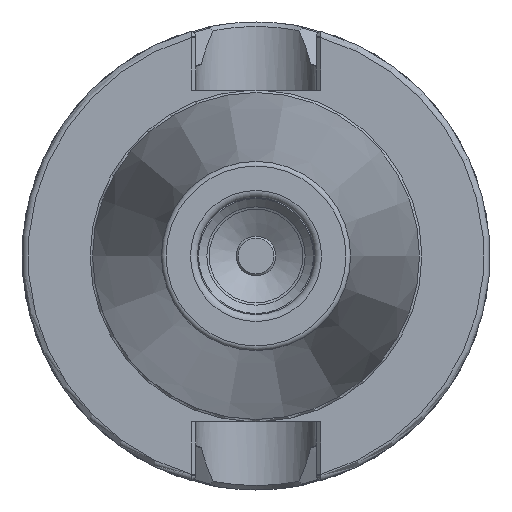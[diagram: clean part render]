
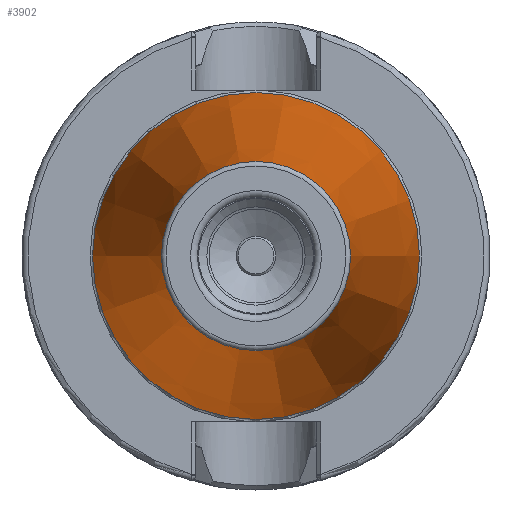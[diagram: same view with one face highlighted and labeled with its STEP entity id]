
A CAD part, left-side view. The second image highlights one B-rep face of the part: STEP entity #3902.
In plain terms, the highlighted conical face has half-angle 8.297 degrees and reference radius 27.564 mm.
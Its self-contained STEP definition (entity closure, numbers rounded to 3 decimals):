
#523=FACE_OUTER_BOUND('',#780,.T.);
#780=EDGE_LOOP('',(#3136,#3137,#3138,#3139,#3140));
#1025=LINE('',#7333,#1309);
#1309=VECTOR('',#5018,27.564);
#1583=CIRCLE('',#4345,20.204);
#1584=CIRCLE('',#4346,20.204);
#1586=CIRCLE('',#4349,34.925);
#1831=VERTEX_POINT('',#7325);
#1832=VERTEX_POINT('',#7326);
#1833=VERTEX_POINT('',#7331);
#2284=EDGE_CURVE('',#1831,#1832,#1583,.T.);
#2285=EDGE_CURVE('',#1832,#1831,#1584,.T.);
#2287=EDGE_CURVE('',#1833,#1833,#1586,.T.);
#2288=EDGE_CURVE('',#1833,#1831,#1025,.T.);
#3136=ORIENTED_EDGE('',*,*,#2287,.F.);
#3137=ORIENTED_EDGE('',*,*,#2288,.T.);
#3138=ORIENTED_EDGE('',*,*,#2284,.T.);
#3139=ORIENTED_EDGE('',*,*,#2285,.T.);
#3140=ORIENTED_EDGE('',*,*,#2288,.F.);
#3779=CONICAL_SURFACE('',#4348,27.564,0.145);
#3902=ADVANCED_FACE('',(#523),#3779,.T.);
#4345=AXIS2_PLACEMENT_3D('',#7327,#5008,#5009);
#4346=AXIS2_PLACEMENT_3D('',#7328,#5010,#5011);
#4348=AXIS2_PLACEMENT_3D('',#7330,#5014,#5015);
#4349=AXIS2_PLACEMENT_3D('',#7332,#5016,#5017);
#5008=DIRECTION('center_axis',(1.,0.,0.));
#5009=DIRECTION('ref_axis',(0.,0.,-1.));
#5010=DIRECTION('center_axis',(1.,0.,0.));
#5011=DIRECTION('ref_axis',(0.,0.,-1.));
#5014=DIRECTION('center_axis',(1.,0.,0.));
#5015=DIRECTION('ref_axis',(0.,1.,0.));
#5016=DIRECTION('center_axis',(1.,0.,0.));
#5017=DIRECTION('ref_axis',(0.,0.,-1.));
#5018=DIRECTION('',(-0.99,0.144,0.));
#7325=CARTESIAN_POINT('',(-100.944,-20.204,0.));
#7326=CARTESIAN_POINT('',(-100.944,0.,20.204));
#7327=CARTESIAN_POINT('Origin',(-100.944,0.,
0.));
#7328=CARTESIAN_POINT('Origin',(-100.944,0.,
0.));
#7330=CARTESIAN_POINT('Origin',(-50.472,0.,
0.));
#7331=CARTESIAN_POINT('',(0.,-34.925,0.));
#7332=CARTESIAN_POINT('Origin',(0.,0.,
0.));
#7333=CARTESIAN_POINT('',(-50.472,-27.564,0.));
